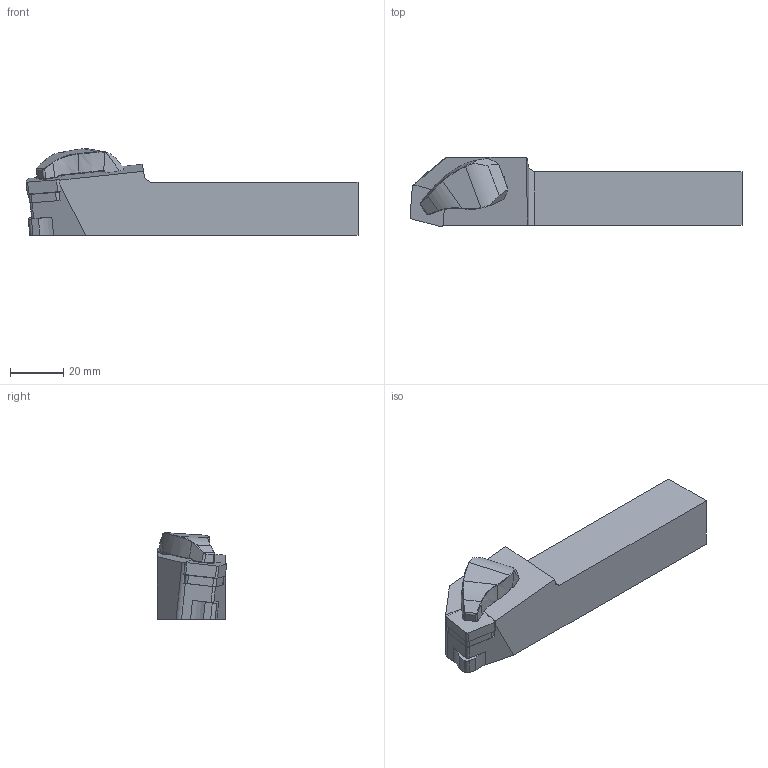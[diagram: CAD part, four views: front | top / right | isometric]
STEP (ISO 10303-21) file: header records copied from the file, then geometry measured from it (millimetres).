
FILE_DESCRIPTION(/* description */ (''),/* implementation_level */ '2;1');
FILE_NAME(/* name */ 'TCBNR-2020-K12-H.stp',/* time_stamp */ '2023-10-10T13:42:32+03:00',/* author */ (''),/* organization */ (''),/* preprocessor_version */ 'ST-DEVELOPER v19.4',/* originating_system */ 'SIEMENS PLM Software NX2306.3001',/* authorisation */ '');
FILE_SCHEMA (('AUTOMOTIVE_DESIGN { 1 0 10303 214 3 1 1 1 }'));
Length unit declared in the file: millimetre
Products named in the file (1): TCBNR-2020-K12-H
Bounding box: 124.95 x 26.11 x 32.64 mm (x, y, z)
Volume: 58508.4 mm3; surface area: 13039.1 mm2
Topology: 2 solids, 2 shells, 121 faces, 310 edges, 193 vertices
Faces by surface type: plane 61, cylinder 22, bspline 21, cone 14, extrusion 2, torus 1
Entity records: 3930 total; most frequent: CARTESIAN_POINT 1100, ORIENTED_EDGE 616, DIRECTION 486, EDGE_CURVE 308, VERTEX_POINT 193, AXIS2_PLACEMENT_3D 164, VECTOR 158, LINE 156
